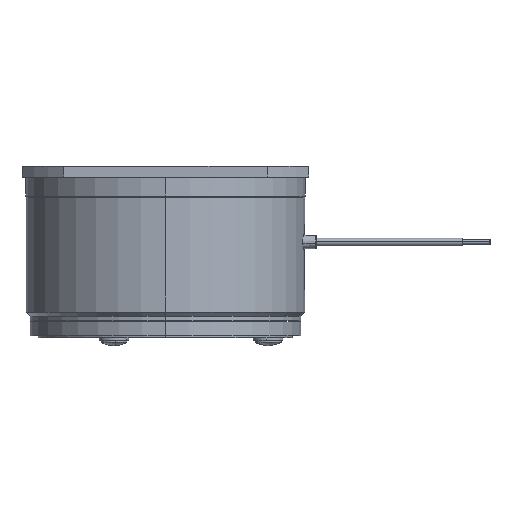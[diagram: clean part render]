
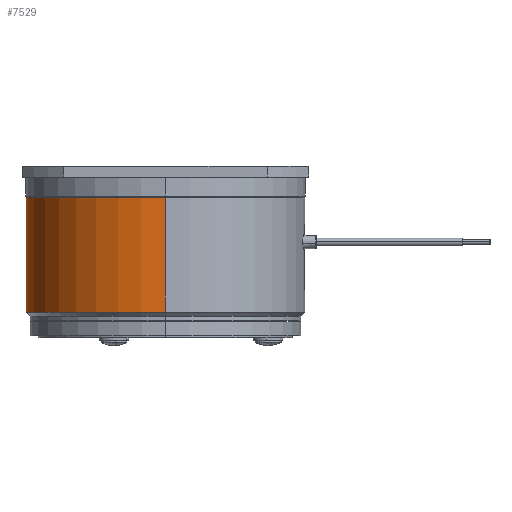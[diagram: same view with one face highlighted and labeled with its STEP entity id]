
A CAD part, left-side view. The second image highlights one B-rep face of the part: STEP entity #7529.
In plain terms, the highlighted cylindrical face has radius 25.75 mm (diameter 51.5 mm), a partial arc.
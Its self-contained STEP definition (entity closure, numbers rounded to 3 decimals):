
#54 = VERTEX_POINT ( 'NONE', #6818 ) ;
#283 = ORIENTED_EDGE ( 'NONE', *, *, #8222, .F. ) ;
#656 = CARTESIAN_POINT ( 'NONE',  ( -25.75, 0., -1.074 ) ) ;
#1277 = CARTESIAN_POINT ( 'NONE',  ( 0., 0., -26.95 ) ) ;
#1407 = EDGE_CURVE ( 'NONE', #4447, #54, #6915, .T. ) ;
#1463 = CYLINDRICAL_SURFACE ( 'NONE', #4535, 25.75 ) ;
#1949 = DIRECTION ( 'NONE',  ( 1., 0., 0. ) ) ;
#2601 = CARTESIAN_POINT ( 'NONE',  ( 25.75, 0., -26.95 ) ) ;
#3146 = CARTESIAN_POINT ( 'NONE',  ( 25.75, 0., -5.7 ) ) ;
#3743 = DIRECTION ( 'NONE',  ( 0., 0., 1. ) ) ;
#3924 = CARTESIAN_POINT ( 'NONE',  ( 0., 0., -5.7 ) ) ;
#4292 = EDGE_CURVE ( 'NONE', #5881, #54, #6984, .T. ) ;
#4395 = DIRECTION ( 'NONE',  ( 0., 0., 1. ) ) ;
#4447 = VERTEX_POINT ( 'NONE', #8938 ) ;
#4492 = CARTESIAN_POINT ( 'NONE',  ( 0., 0., -1.074 ) ) ;
#4535 = AXIS2_PLACEMENT_3D ( 'NONE', #4492, #4395, #6702 ) ;
#5010 = CARTESIAN_POINT ( 'NONE',  ( 25.75, 0., -1.074 ) ) ;
#5014 = VECTOR ( 'NONE', #8085, 1000. ) ;
#5104 = LINE ( 'NONE', #5010, #5014 ) ;
#5824 = DIRECTION ( 'NONE',  ( 0., 0., 1. ) ) ;
#5881 = VERTEX_POINT ( 'NONE', #3146 ) ;
#6180 = ORIENTED_EDGE ( 'NONE', *, *, #1407, .T. ) ;
#6702 = DIRECTION ( 'NONE',  ( 1., 0., 0. ) ) ;
#6745 = CIRCLE ( 'NONE', #9655, 25.75 ) ;
#6818 = CARTESIAN_POINT ( 'NONE',  ( -25.75, 0., -5.7 ) ) ;
#6915 = LINE ( 'NONE', #656, #7857 ) ;
#6933 = VERTEX_POINT ( 'NONE', #2601 ) ;
#6984 = CIRCLE ( 'NONE', #8746, 25.75 ) ;
#7444 = ORIENTED_EDGE ( 'NONE', *, *, #4292, .F. ) ;
#7449 = EDGE_LOOP ( 'NONE', ( #7923, #6180, #7444, #283 ) ) ;
#7529 = ADVANCED_FACE ( 'NONE', ( #9066 ), #1463, .T. ) ;
#7844 = DIRECTION ( 'NONE',  ( 1., 0., 0. ) ) ;
#7857 = VECTOR ( 'NONE', #3743, 1000. ) ;
#7923 = ORIENTED_EDGE ( 'NONE', *, *, #9872, .T. ) ;
#8085 = DIRECTION ( 'NONE',  ( 0., 0., 1. ) ) ;
#8222 = EDGE_CURVE ( 'NONE', #6933, #5881, #5104, .T. ) ;
#8746 = AXIS2_PLACEMENT_3D ( 'NONE', #3924, #9406, #7844 ) ;
#8938 = CARTESIAN_POINT ( 'NONE',  ( -25.75, 0., -26.95 ) ) ;
#9066 = FACE_OUTER_BOUND ( 'NONE', #7449, .T. ) ;
#9406 = DIRECTION ( 'NONE',  ( 0., 0., 1. ) ) ;
#9655 = AXIS2_PLACEMENT_3D ( 'NONE', #1277, #5824, #1949 ) ;
#9872 = EDGE_CURVE ( 'NONE', #6933, #4447, #6745, .T. ) ;
